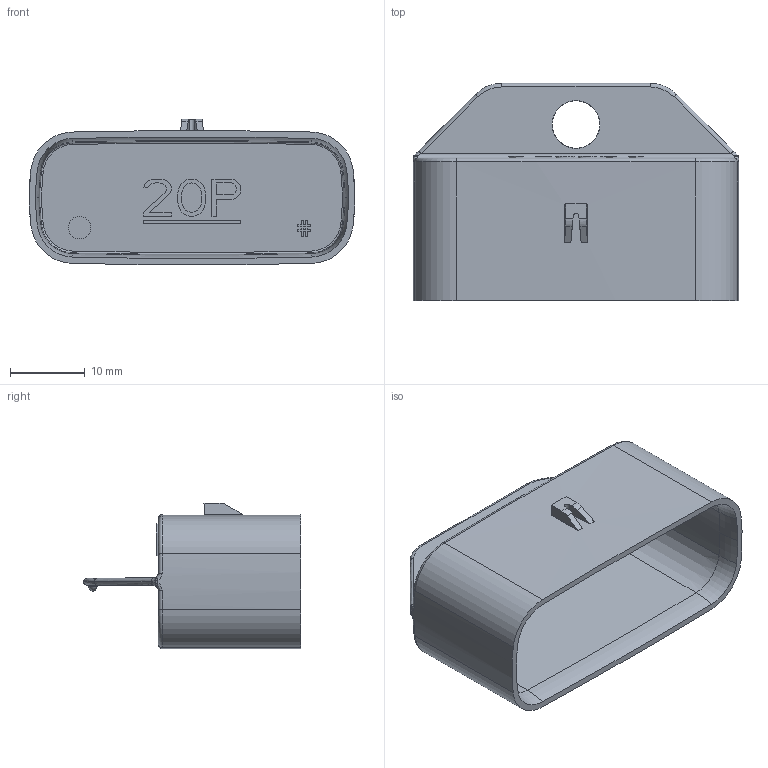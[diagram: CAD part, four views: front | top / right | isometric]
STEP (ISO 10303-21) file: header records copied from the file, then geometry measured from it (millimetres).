
FILE_DESCRIPTION((''),'2;1');
FILE_NAME('SC03-2000A-B003_NCF_ASM','2018-08-06T07:16:36',('jwisneski'),(''),'CREO PARAMETRIC BY PTC INC, 2017110','CREO PARAMETRIC BY PTC INC, 2017110','');
FILE_SCHEMA(('CONFIG_CONTROL_DESIGN'));
Length unit declared in the file: millimetre
Products named in the file (2): PC03-2000A-B003_NCF; SC03-2000A-B003_NCF_ASM
Assembly tree (1 placements, depth 2):
  SC03-2000A-B003_NCF_ASM
    PC03-2000A-B003_NCF
Bounding box: 43.44 x 29 x 19.47 mm (x, y, z)
Volume: 3588.9 mm3; surface area: 6041.7 mm2
Topology: 1 solids, 1 shells, 482 faces, 1301 edges, 848 vertices
Faces by surface type: plane 308, bspline 95, cylinder 33, torus 32, cone 10, sphere 4
Entity records: 18953 total; most frequent: CARTESIAN_POINT 7418, ORIENTED_EDGE 2602, DIRECTION 1996, EDGE_CURVE 1301, VECTOR 926, LINE 926, VERTEX_POINT 848, AXIS2_PLACEMENT_3D 535
